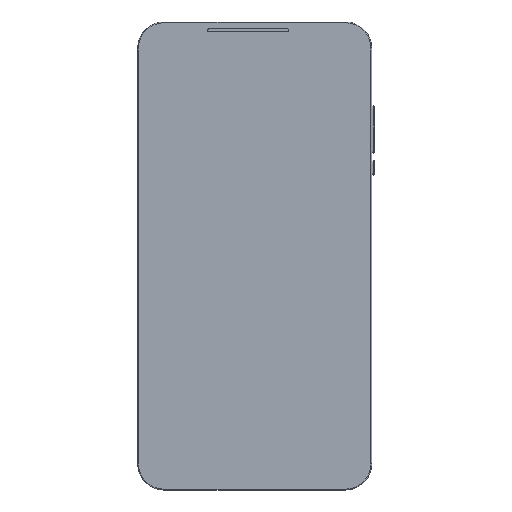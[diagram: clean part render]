
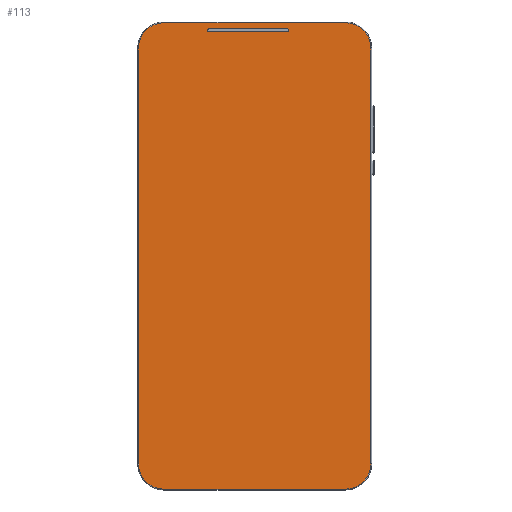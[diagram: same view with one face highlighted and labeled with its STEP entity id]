
A CAD part, top view. The second image highlights one B-rep face of the part: STEP entity #113.
In plain terms, the highlighted planar face has unit normal (0, 0, 1).
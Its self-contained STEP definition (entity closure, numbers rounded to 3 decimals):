
#17 = CARTESIAN_POINT ( 'NONE',  ( -28.477, -112.03, 10. ) ) ;
#25 = VECTOR ( 'NONE', #108, 1000. ) ;
#68 = CARTESIAN_POINT ( 'NONE',  ( -11.035, 63.88, 10. ) ) ;
#70 = EDGE_CURVE ( 'NONE', #894, #644, #1134, .T. ) ;
#72 = DIRECTION ( 'NONE',  ( 1., 0., 0. ) ) ;
#77 = DIRECTION ( 'NONE',  ( 1., 0., 0. ) ) ;
#83 = VECTOR ( 'NONE', #1889, 1000. ) ;
#85 = ORIENTED_EDGE ( 'NONE', *, *, #882, .T. ) ;
#93 = AXIS2_PLACEMENT_3D ( 'NONE', #679, #1742, #1092 ) ;
#98 = EDGE_CURVE ( 'NONE', #272, #1788, #1751, .T. ) ;
#108 = DIRECTION ( 'NONE',  ( 1., 0., 0. ) ) ;
#113 = ADVANCED_FACE ( 'NONE', ( #1282, #343 ), #949, .T. ) ;
#117 = CARTESIAN_POINT ( 'NONE',  ( -38.177, -102.33, 10. ) ) ;
#158 = AXIS2_PLACEMENT_3D ( 'NONE', #1444, #227, #1559 ) ;
#193 = EDGE_CURVE ( 'NONE', #1788, #680, #1503, .T. ) ;
#216 = VERTEX_POINT ( 'NONE', #1762 ) ;
#227 = DIRECTION ( 'NONE',  ( 0., 0., 1. ) ) ;
#250 = VECTOR ( 'NONE', #1487, 1000. ) ;
#262 = CARTESIAN_POINT ( 'NONE',  ( -28.477, 67.37, 10. ) ) ;
#264 = VERTEX_POINT ( 'NONE', #715 ) ;
#272 = VERTEX_POINT ( 'NONE', #413 ) ;
#274 = DIRECTION ( 'NONE',  ( 0., -1., 0. ) ) ;
#303 = CIRCLE ( 'NONE', #1738, 9.7 ) ;
#312 = LINE ( 'NONE', #1531, #83 ) ;
#319 = ORIENTED_EDGE ( 'NONE', *, *, #958, .T. ) ;
#323 = CARTESIAN_POINT ( 'NONE',  ( 19.154, 63.88, 10. ) ) ;
#335 = VERTEX_POINT ( 'NONE', #17 ) ;
#340 = VERTEX_POINT ( 'NONE', #483 ) ;
#343 = FACE_OUTER_BOUND ( 'NONE', #1929, .T. ) ;
#359 = EDGE_CURVE ( 'NONE', #264, #894, #1514, .T. ) ;
#413 = CARTESIAN_POINT ( 'NONE',  ( -11.035, 64.998, 10. ) ) ;
#431 = EDGE_CURVE ( 'NONE', #335, #216, #312, .T. ) ;
#450 = EDGE_CURVE ( 'NONE', #680, #831, #528, .T. ) ;
#483 = CARTESIAN_POINT ( 'NONE',  ( -38.177, 57.67, 10. ) ) ;
#514 = CARTESIAN_POINT ( 'NONE',  ( 19.713, 64.439, 10. ) ) ;
#519 = CARTESIAN_POINT ( 'NONE',  ( -38.177, -102.33, 10. ) ) ;
#528 = CIRCLE ( 'NONE', #1035, 0.559 ) ;
#543 = DIRECTION ( 'NONE',  ( 0., 0., 1. ) ) ;
#562 = AXIS2_PLACEMENT_3D ( 'NONE', #1213, #966, #1575 ) ;
#578 = ORIENTED_EDGE ( 'NONE', *, *, #1468, .T. ) ;
#617 = LINE ( 'NONE', #772, #1039 ) ;
#644 = VERTEX_POINT ( 'NONE', #262 ) ;
#645 = CARTESIAN_POINT ( 'NONE',  ( 51.223, -102.33, 10. ) ) ;
#663 = DIRECTION ( 'NONE',  ( 1., 0., 0. ) ) ;
#665 = ORIENTED_EDGE ( 'NONE', *, *, #450, .F. ) ;
#679 = CARTESIAN_POINT ( 'NONE',  ( 19.154, 64.439, 10. ) ) ;
#680 = VERTEX_POINT ( 'NONE', #323 ) ;
#715 = CARTESIAN_POINT ( 'NONE',  ( 51.223, 57.67, 10. ) ) ;
#723 = DIRECTION ( 'NONE',  ( 1., 0., 0. ) ) ;
#730 = AXIS2_PLACEMENT_3D ( 'NONE', #1194, #1038, #723 ) ;
#762 = ORIENTED_EDGE ( 'NONE', *, *, #359, .T. ) ;
#772 = CARTESIAN_POINT ( 'NONE',  ( 51.223, 57.67, 10. ) ) ;
#831 = VERTEX_POINT ( 'NONE', #514 ) ;
#844 = CARTESIAN_POINT ( 'NONE',  ( 19.154, 64.439, 10. ) ) ;
#882 = EDGE_CURVE ( 'NONE', #644, #340, #1488, .T. ) ;
#884 = LINE ( 'NONE', #1776, #250 ) ;
#894 = VERTEX_POINT ( 'NONE', #1435 ) ;
#895 = LINE ( 'NONE', #117, #1907 ) ;
#900 = VERTEX_POINT ( 'NONE', #645 ) ;
#943 = ORIENTED_EDGE ( 'NONE', *, *, #98, .F. ) ;
#949 = PLANE ( 'NONE',  #158 ) ;
#958 = EDGE_CURVE ( 'NONE', #1172, #335, #303, .T. ) ;
#966 = DIRECTION ( 'NONE',  ( 0., 0., 1. ) ) ;
#970 = CARTESIAN_POINT ( 'NONE',  ( -28.477, 67.37, 10. ) ) ;
#1035 = AXIS2_PLACEMENT_3D ( 'NONE', #844, #543, #72 ) ;
#1038 = DIRECTION ( 'NONE',  ( 0., 0., 1. ) ) ;
#1039 = VECTOR ( 'NONE', #1412, 1000. ) ;
#1078 = EDGE_CURVE ( 'NONE', #900, #264, #617, .T. ) ;
#1092 = DIRECTION ( 'NONE',  ( 1., 0., 0. ) ) ;
#1093 = ORIENTED_EDGE ( 'NONE', *, *, #1466, .T. ) ;
#1134 = LINE ( 'NONE', #970, #1945 ) ;
#1150 = CARTESIAN_POINT ( 'NONE',  ( -28.477, -102.33, 10. ) ) ;
#1151 = AXIS2_PLACEMENT_3D ( 'NONE', #1728, #1893, #663 ) ;
#1172 = VERTEX_POINT ( 'NONE', #519 ) ;
#1186 = VERTEX_POINT ( 'NONE', #1880 ) ;
#1194 = CARTESIAN_POINT ( 'NONE',  ( 41.523, -102.33, 10. ) ) ;
#1213 = CARTESIAN_POINT ( 'NONE',  ( 41.523, 57.67, 10. ) ) ;
#1218 = ORIENTED_EDGE ( 'NONE', *, *, #193, .F. ) ;
#1260 = AXIS2_PLACEMENT_3D ( 'NONE', #1415, #1407, #77 ) ;
#1279 = ORIENTED_EDGE ( 'NONE', *, *, #1078, .T. ) ;
#1282 = FACE_BOUND ( 'NONE', #1827, .T. ) ;
#1293 = DIRECTION ( 'NONE',  ( 0., 0., 1. ) ) ;
#1371 = EDGE_CURVE ( 'NONE', #1186, #272, #884, .T. ) ;
#1407 = DIRECTION ( 'NONE',  ( 0., 0., 1. ) ) ;
#1412 = DIRECTION ( 'NONE',  ( 0., 1., 0. ) ) ;
#1415 = CARTESIAN_POINT ( 'NONE',  ( -28.477, 57.67, 10. ) ) ;
#1420 = DIRECTION ( 'NONE',  ( -1., 0., 0. ) ) ;
#1435 = CARTESIAN_POINT ( 'NONE',  ( 41.523, 67.37, 10. ) ) ;
#1444 = CARTESIAN_POINT ( 'NONE',  ( -28.477, -102.33, 10. ) ) ;
#1466 = EDGE_CURVE ( 'NONE', #340, #1172, #895, .T. ) ;
#1468 = EDGE_CURVE ( 'NONE', #216, #900, #1494, .T. ) ;
#1487 = DIRECTION ( 'NONE',  ( -1., 0., 0. ) ) ;
#1488 = CIRCLE ( 'NONE', #1260, 9.7 ) ;
#1494 = CIRCLE ( 'NONE', #730, 9.7 ) ;
#1503 = LINE ( 'NONE', #1931, #25 ) ;
#1514 = CIRCLE ( 'NONE', #562, 9.7 ) ;
#1531 = CARTESIAN_POINT ( 'NONE',  ( 41.523, -112.03, 10. ) ) ;
#1559 = DIRECTION ( 'NONE',  ( 1., 0., 0. ) ) ;
#1575 = DIRECTION ( 'NONE',  ( 1., 0., 0. ) ) ;
#1711 = CIRCLE ( 'NONE', #93, 0.559 ) ;
#1728 = CARTESIAN_POINT ( 'NONE',  ( -11.035, 64.439, 10. ) ) ;
#1738 = AXIS2_PLACEMENT_3D ( 'NONE', #1150, #1293, #1915 ) ;
#1742 = DIRECTION ( 'NONE',  ( 0., 0., 1. ) ) ;
#1751 = CIRCLE ( 'NONE', #1151, 0.559 ) ;
#1762 = CARTESIAN_POINT ( 'NONE',  ( 41.523, -112.03, 10. ) ) ;
#1776 = CARTESIAN_POINT ( 'NONE',  ( 19.154, 64.998, 10. ) ) ;
#1788 = VERTEX_POINT ( 'NONE', #68 ) ;
#1792 = EDGE_CURVE ( 'NONE', #831, #1186, #1711, .T. ) ;
#1827 = EDGE_LOOP ( 'NONE', ( #665, #1218, #943, #1917, #1920 ) ) ;
#1880 = CARTESIAN_POINT ( 'NONE',  ( 19.154, 64.998, 10. ) ) ;
#1889 = DIRECTION ( 'NONE',  ( 1., 0., 0. ) ) ;
#1893 = DIRECTION ( 'NONE',  ( 0., 0., 1. ) ) ;
#1907 = VECTOR ( 'NONE', #274, 1000. ) ;
#1915 = DIRECTION ( 'NONE',  ( 1., 0., 0. ) ) ;
#1917 = ORIENTED_EDGE ( 'NONE', *, *, #1371, .F. ) ;
#1920 = ORIENTED_EDGE ( 'NONE', *, *, #1792, .F. ) ;
#1927 = ORIENTED_EDGE ( 'NONE', *, *, #431, .T. ) ;
#1929 = EDGE_LOOP ( 'NONE', ( #1927, #578, #1279, #762, #1940, #85, #1093, #319 ) ) ;
#1931 = CARTESIAN_POINT ( 'NONE',  ( 19.154, 63.88, 10. ) ) ;
#1940 = ORIENTED_EDGE ( 'NONE', *, *, #70, .T. ) ;
#1945 = VECTOR ( 'NONE', #1420, 1000. ) ;
